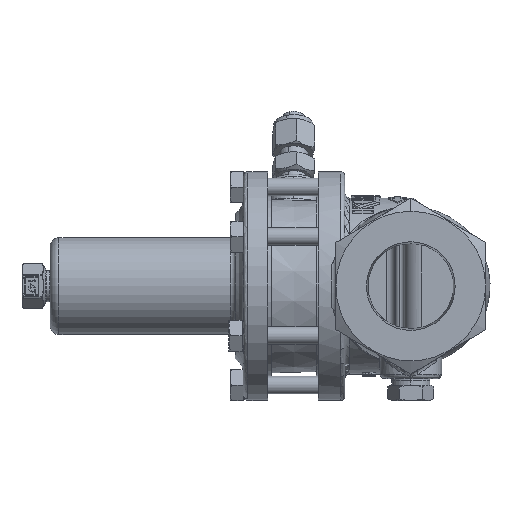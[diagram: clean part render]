
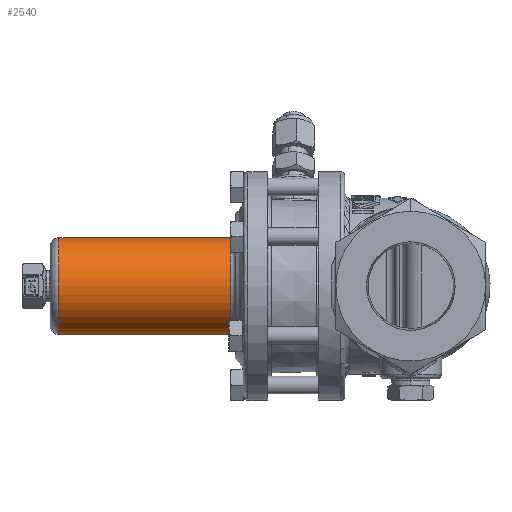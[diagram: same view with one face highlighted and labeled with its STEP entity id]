
A CAD part, left-side view. The second image highlights one B-rep face of the part: STEP entity #2540.
In plain terms, the highlighted cylindrical face has radius 17.462 mm (diameter 34.925 mm), a partial arc.
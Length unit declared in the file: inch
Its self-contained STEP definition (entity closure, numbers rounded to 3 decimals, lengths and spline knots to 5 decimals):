
#1583 = FACE_OUTER_BOUND ( 'NONE', #14797, .T. ) ;
#2540 = ADVANCED_FACE ( 'NONE', ( #1583 ), #9974, .T. ) ;
#3238 = CARTESIAN_POINT ( 'NONE',  ( 0., 2.556, 0.6875 ) ) ;
#3421 = EDGE_CURVE ( 'NONE', #6200, #33723, #18177, .T. ) ;
#3683 = DIRECTION ( 'NONE',  ( 0., 1., 0. ) ) ;
#4305 = CARTESIAN_POINT ( 'NONE',  ( 0., 2.556, 0. ) ) ;
#4640 = EDGE_CURVE ( 'NONE', #44590, #33723, #36227, .T. ) ;
#6200 = VERTEX_POINT ( 'NONE', #33576 ) ;
#6399 = EDGE_CURVE ( 'NONE', #6200, #25334, #43837, .T. ) ;
#8795 = ORIENTED_EDGE ( 'NONE', *, *, #3421, .F. ) ;
#9974 = CYLINDRICAL_SURFACE ( 'NONE', #43733, 0.6875 ) ;
#10844 = DIRECTION ( 'NONE',  ( 0., 0., 1. ) ) ;
#10903 = ORIENTED_EDGE ( 'NONE', *, *, #4640, .T. ) ;
#14136 = AXIS2_PLACEMENT_3D ( 'NONE', #4305, #3683, #10844 ) ;
#14797 = EDGE_LOOP ( 'NONE', ( #8795, #22608, #19956, #10903 ) ) ;
#16457 = EDGE_CURVE ( 'NONE', #25334, #44590, #31332, .T. ) ;
#18177 = LINE ( 'NONE', #24121, #35741 ) ;
#19956 = ORIENTED_EDGE ( 'NONE', *, *, #16457, .T. ) ;
#21741 = CARTESIAN_POINT ( 'NONE',  ( 0., 4.994, 0. ) ) ;
#22608 = ORIENTED_EDGE ( 'NONE', *, *, #6399, .T. ) ;
#24121 = CARTESIAN_POINT ( 'NONE',  ( 0., 1.97, 0.6875 ) ) ;
#25334 = VERTEX_POINT ( 'NONE', #42657 ) ;
#27101 = CARTESIAN_POINT ( 'NONE',  ( 0., 1.97, 0. ) ) ;
#31332 = LINE ( 'NONE', #35421, #41751 ) ;
#32198 = DIRECTION ( 'NONE',  ( 0., -1., 0. ) ) ;
#33576 = CARTESIAN_POINT ( 'NONE',  ( 0., 4.994, 0.6875 ) ) ;
#33723 = VERTEX_POINT ( 'NONE', #3238 ) ;
#33817 = CARTESIAN_POINT ( 'NONE',  ( 0., 2.556, -0.6875 ) ) ;
#34779 = DIRECTION ( 'NONE',  ( 0., 0., -1. ) ) ;
#35421 = CARTESIAN_POINT ( 'NONE',  ( 0., 1.97, -0.6875 ) ) ;
#35741 = VECTOR ( 'NONE', #36964, 39.37008 ) ;
#36227 = CIRCLE ( 'NONE', #14136, 0.6875 ) ;
#36964 = DIRECTION ( 'NONE',  ( 0., -1., 0. ) ) ;
#37320 = AXIS2_PLACEMENT_3D ( 'NONE', #21741, #32198, #39142 ) ;
#39134 = DIRECTION ( 'NONE',  ( 0., -1., 0. ) ) ;
#39142 = DIRECTION ( 'NONE',  ( 0., 0., 1. ) ) ;
#41751 = VECTOR ( 'NONE', #42299, 39.37008 ) ;
#42299 = DIRECTION ( 'NONE',  ( 0., -1., 0. ) ) ;
#42657 = CARTESIAN_POINT ( 'NONE',  ( 0., 4.994, -0.6875 ) ) ;
#43733 = AXIS2_PLACEMENT_3D ( 'NONE', #27101, #39134, #34779 ) ;
#43837 = CIRCLE ( 'NONE', #37320, 0.6875 ) ;
#44590 = VERTEX_POINT ( 'NONE', #33817 ) ;
